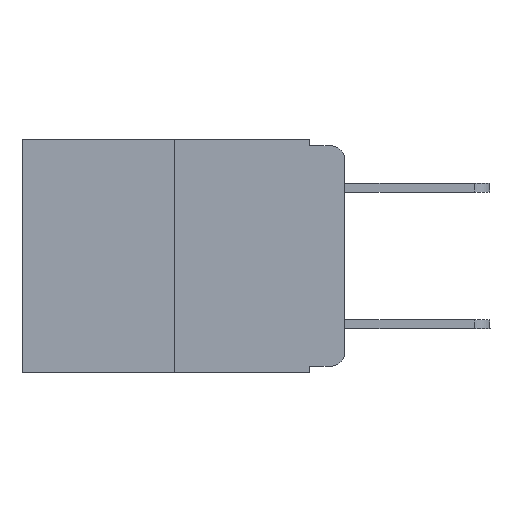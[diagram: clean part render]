
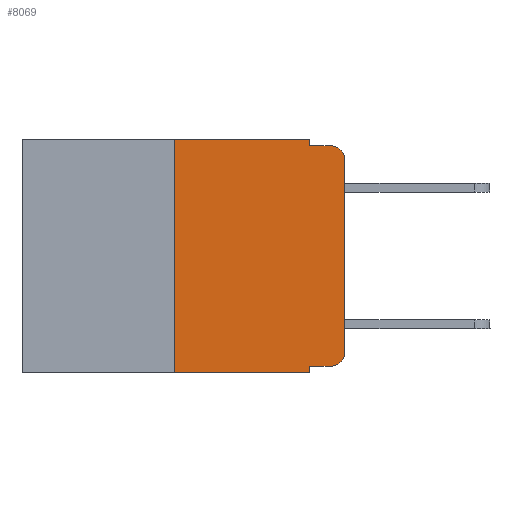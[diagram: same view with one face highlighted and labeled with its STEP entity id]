
A CAD part, left-side view. The second image highlights one B-rep face of the part: STEP entity #8069.
In plain terms, the highlighted planar face has unit normal (-1, 0, 0).
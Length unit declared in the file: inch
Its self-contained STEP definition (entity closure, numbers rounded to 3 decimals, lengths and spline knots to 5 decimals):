
#16 = EDGE_CURVE ( 'NONE', #9817, #11684, #995, .T. ) ;
#393 = LINE ( 'NONE', #7656, #4895 ) ;
#427 = EDGE_LOOP ( 'NONE', ( #8556, #6650, #11053, #4930, #1674, #10998, #7488, #737, #10428, #4534 ) ) ;
#569 = CARTESIAN_POINT ( 'NONE',  ( 0., 0.473, -0.343 ) ) ;
#621 = CARTESIAN_POINT ( 'NONE',  ( 0., 0.051, 0. ) ) ;
#737 = ORIENTED_EDGE ( 'NONE', *, *, #16, .F. ) ;
#818 = EDGE_CURVE ( 'NONE', #8246, #2925, #3422, .T. ) ;
#918 = VECTOR ( 'NONE', #12846, 39.37008 ) ;
#995 = LINE ( 'NONE', #7149, #6794 ) ;
#1189 = AXIS2_PLACEMENT_3D ( 'NONE', #6083, #1704, #7030 ) ;
#1401 = VECTOR ( 'NONE', #5246, 39.37008 ) ;
#1674 = ORIENTED_EDGE ( 'NONE', *, *, #6716, .F. ) ;
#1704 = DIRECTION ( 'NONE',  ( -1., 0., 0. ) ) ;
#1852 = DIRECTION ( 'NONE',  ( 0., -1., 0. ) ) ;
#2115 = LINE ( 'NONE', #4427, #1401 ) ;
#2332 = DIRECTION ( 'NONE',  ( 0., 0., -1. ) ) ;
#2925 = VERTEX_POINT ( 'NONE', #6175 ) ;
#3162 = VECTOR ( 'NONE', #4663, 39.37008 ) ;
#3212 = EDGE_CURVE ( 'NONE', #4875, #11482, #10811, .T. ) ;
#3341 = EDGE_CURVE ( 'NONE', #10941, #4875, #2115, .T. ) ;
#3353 = CARTESIAN_POINT ( 'NONE',  ( 0., 0.051, -0.01 ) ) ;
#3422 = LINE ( 'NONE', #621, #918 ) ;
#3445 = EDGE_CURVE ( 'NONE', #9817, #13020, #8741, .T. ) ;
#3484 = AXIS2_PLACEMENT_3D ( 'NONE', #6642, #4579, #8764 ) ;
#4317 = VERTEX_POINT ( 'NONE', #5611 ) ;
#4373 = CARTESIAN_POINT ( 'NONE',  ( 0., 0.02, -0.313 ) ) ;
#4418 = CARTESIAN_POINT ( 'NONE',  ( 0., 0.25, -0.343 ) ) ;
#4427 = CARTESIAN_POINT ( 'NONE',  ( 0., 0., 0. ) ) ;
#4453 = LINE ( 'NONE', #3353, #6780 ) ;
#4534 = ORIENTED_EDGE ( 'NONE', *, *, #10733, .T. ) ;
#4579 = DIRECTION ( 'NONE',  ( 1., 0., 0. ) ) ;
#4663 = DIRECTION ( 'NONE',  ( 0., -1., 0. ) ) ;
#4713 = CARTESIAN_POINT ( 'NONE',  ( 0., 0., -0.03 ) ) ;
#4764 = DIRECTION ( 'NONE',  ( 0., -1., 0. ) ) ;
#4875 = VERTEX_POINT ( 'NONE', #4713 ) ;
#4895 = VECTOR ( 'NONE', #10825, 39.37008 ) ;
#4930 = ORIENTED_EDGE ( 'NONE', *, *, #818, .F. ) ;
#5062 = LINE ( 'NONE', #11110, #7495 ) ;
#5246 = DIRECTION ( 'NONE',  ( 0., 0., 1. ) ) ;
#5510 = VECTOR ( 'NONE', #4764, 39.37008 ) ;
#5555 = AXIS2_PLACEMENT_3D ( 'NONE', #4373, #8552, #2332 ) ;
#5611 = CARTESIAN_POINT ( 'NONE',  ( 0., 0.25, 0. ) ) ;
#6083 = CARTESIAN_POINT ( 'NONE',  ( 0., 0.02, -0.03 ) ) ;
#6175 = CARTESIAN_POINT ( 'NONE',  ( 0., 0.051, -0.01 ) ) ;
#6188 = DIRECTION ( 'NONE',  ( 0., -1., 0. ) ) ;
#6532 = CARTESIAN_POINT ( 'NONE',  ( 0., 0.051, -0.343 ) ) ;
#6642 = CARTESIAN_POINT ( 'NONE',  ( 0., 0.473, 0. ) ) ;
#6650 = ORIENTED_EDGE ( 'NONE', *, *, #3212, .T. ) ;
#6688 = CARTESIAN_POINT ( 'NONE',  ( 0., 0.051, -0.333 ) ) ;
#6716 = EDGE_CURVE ( 'NONE', #4317, #8246, #5062, .T. ) ;
#6780 = VECTOR ( 'NONE', #6188, 39.37008 ) ;
#6794 = VECTOR ( 'NONE', #11357, 39.37008 ) ;
#6898 = CARTESIAN_POINT ( 'NONE',  ( 0., 0.051, -0.333 ) ) ;
#7030 = DIRECTION ( 'NONE',  ( 0., 0., -1. ) ) ;
#7149 = CARTESIAN_POINT ( 'NONE',  ( 0., 0.051, 0. ) ) ;
#7488 = ORIENTED_EDGE ( 'NONE', *, *, #13339, .T. ) ;
#7495 = VECTOR ( 'NONE', #1852, 39.37008 ) ;
#7513 = CARTESIAN_POINT ( 'NONE',  ( 0., 0.051, 0. ) ) ;
#7656 = CARTESIAN_POINT ( 'NONE',  ( 0., 0.25, 0. ) ) ;
#7670 = FACE_OUTER_BOUND ( 'NONE', #427, .T. ) ;
#8069 = ADVANCED_FACE ( 'NONE', ( #7670 ), #11869, .F. ) ;
#8109 = CARTESIAN_POINT ( 'NONE',  ( 0., 0.02, -0.01 ) ) ;
#8246 = VERTEX_POINT ( 'NONE', #7513 ) ;
#8552 = DIRECTION ( 'NONE',  ( -1., 0., 0. ) ) ;
#8556 = ORIENTED_EDGE ( 'NONE', *, *, #3341, .T. ) ;
#8741 = LINE ( 'NONE', #6688, #5510 ) ;
#8764 = DIRECTION ( 'NONE',  ( 0., 0., -1. ) ) ;
#9112 = CARTESIAN_POINT ( 'NONE',  ( 0., 0., -0.313 ) ) ;
#9138 = EDGE_CURVE ( 'NONE', #2925, #11482, #4453, .T. ) ;
#9311 = CIRCLE ( 'NONE', #5555, 0.02 ) ;
#9656 = EDGE_CURVE ( 'NONE', #10168, #4317, #393, .T. ) ;
#9817 = VERTEX_POINT ( 'NONE', #6898 ) ;
#9956 = LINE ( 'NONE', #569, #3162 ) ;
#10168 = VERTEX_POINT ( 'NONE', #4418 ) ;
#10428 = ORIENTED_EDGE ( 'NONE', *, *, #3445, .T. ) ;
#10733 = EDGE_CURVE ( 'NONE', #13020, #10941, #9311, .T. ) ;
#10811 = CIRCLE ( 'NONE', #1189, 0.02 ) ;
#10825 = DIRECTION ( 'NONE',  ( 0., 0., 1. ) ) ;
#10941 = VERTEX_POINT ( 'NONE', #9112 ) ;
#10998 = ORIENTED_EDGE ( 'NONE', *, *, #9656, .F. ) ;
#11053 = ORIENTED_EDGE ( 'NONE', *, *, #9138, .F. ) ;
#11110 = CARTESIAN_POINT ( 'NONE',  ( 0., 0.473, 0. ) ) ;
#11357 = DIRECTION ( 'NONE',  ( 0., 0., -1. ) ) ;
#11418 = CARTESIAN_POINT ( 'NONE',  ( 0., 0.02, -0.333 ) ) ;
#11482 = VERTEX_POINT ( 'NONE', #8109 ) ;
#11684 = VERTEX_POINT ( 'NONE', #6532 ) ;
#11869 = PLANE ( 'NONE',  #3484 ) ;
#12846 = DIRECTION ( 'NONE',  ( 0., 0., -1. ) ) ;
#13020 = VERTEX_POINT ( 'NONE', #11418 ) ;
#13339 = EDGE_CURVE ( 'NONE', #10168, #11684, #9956, .T. ) ;
